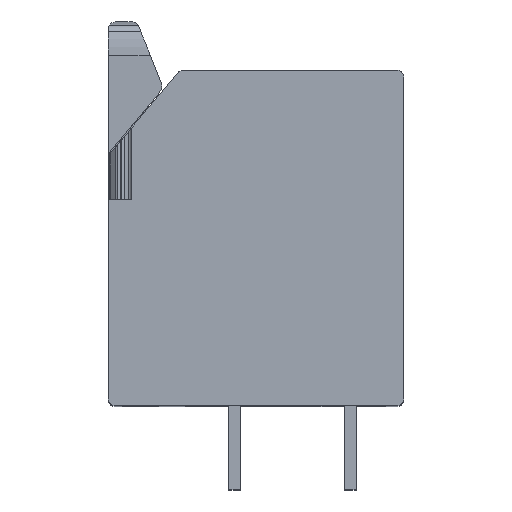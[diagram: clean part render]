
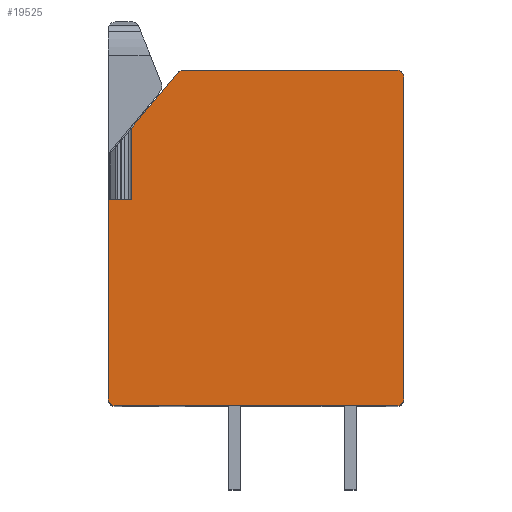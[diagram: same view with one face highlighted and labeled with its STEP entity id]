
A CAD part, top view. The second image highlights one B-rep face of the part: STEP entity #19525.
In plain terms, the highlighted planar face has unit normal (0, 0, 1).
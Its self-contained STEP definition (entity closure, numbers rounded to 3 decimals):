
#596=CIRCLE('',#20481,0.3);
#597=CIRCLE('',#20484,0.3);
#598=CIRCLE('',#20487,0.3);
#599=CIRCLE('',#20489,0.3);
#1680=ORIENTED_EDGE('',*,*,#5967,.F.);
#1681=ORIENTED_EDGE('',*,*,#5968,.T.);
#1682=ORIENTED_EDGE('',*,*,#5969,.T.);
#1683=ORIENTED_EDGE('',*,*,#5678,.T.);
#1684=ORIENTED_EDGE('',*,*,#5970,.F.);
#1685=ORIENTED_EDGE('',*,*,#5737,.T.);
#1686=ORIENTED_EDGE('',*,*,#5537,.T.);
#1687=ORIENTED_EDGE('',*,*,#5866,.T.);
#1688=ORIENTED_EDGE('',*,*,#5914,.T.);
#1689=ORIENTED_EDGE('',*,*,#5916,.T.);
#1690=ORIENTED_EDGE('',*,*,#5964,.T.);
#1691=ORIENTED_EDGE('',*,*,#5965,.T.);
#1692=ORIENTED_EDGE('',*,*,#5397,.T.);
#1693=ORIENTED_EDGE('',*,*,#5966,.T.);
#1694=ORIENTED_EDGE('',*,*,#5685,.T.);
#5397=EDGE_CURVE('',#7566,#7565,#8981,.T.);
#5537=EDGE_CURVE('',#7691,#7690,#9085,.T.);
#5678=EDGE_CURVE('',#7832,#7831,#9175,.T.);
#5685=EDGE_CURVE('',#7839,#7838,#9179,.T.);
#5737=EDGE_CURVE('',#7888,#7691,#9210,.T.);
#5866=EDGE_CURVE('',#7690,#7989,#596,.T.);
#5914=EDGE_CURVE('',#7989,#8034,#9340,.T.);
#5916=EDGE_CURVE('',#8034,#8035,#597,.T.);
#5964=EDGE_CURVE('',#8035,#8080,#9389,.T.);
#5965=EDGE_CURVE('',#8080,#7566,#598,.T.);
#5966=EDGE_CURVE('',#7565,#7839,#599,.T.);
#5967=EDGE_CURVE('',#8081,#7838,#9390,.T.);
#5968=EDGE_CURVE('',#8081,#8082,#9391,.T.);
#5969=EDGE_CURVE('',#8082,#7832,#9392,.T.);
#5970=EDGE_CURVE('',#7888,#7831,#9393,.T.);
#7565=VERTEX_POINT('',#26041);
#7566=VERTEX_POINT('',#26043);
#7690=VERTEX_POINT('',#26320);
#7691=VERTEX_POINT('',#26322);
#7831=VERTEX_POINT('',#26603);
#7832=VERTEX_POINT('',#26605);
#7838=VERTEX_POINT('',#26617);
#7839=VERTEX_POINT('',#26619);
#7888=VERTEX_POINT('',#26724);
#7989=VERTEX_POINT('',#26978);
#8034=VERTEX_POINT('',#27072);
#8035=VERTEX_POINT('',#27076);
#8080=VERTEX_POINT('',#27170);
#8081=VERTEX_POINT('',#27178);
#8082=VERTEX_POINT('',#27180);
#8981=LINE('',#26042,#10503);
#9085=LINE('',#26321,#10607);
#9175=LINE('',#26604,#10697);
#9179=LINE('',#26618,#10701);
#9210=LINE('',#26723,#10732);
#9340=LINE('',#27073,#10862);
#9389=LINE('',#27171,#10911);
#9390=LINE('',#27177,#10912);
#9391=LINE('',#27179,#10913);
#9392=LINE('',#27181,#10914);
#9393=LINE('',#27182,#10915);
#10503=VECTOR('',#21736,1000.);
#10607=VECTOR('',#21940,1000.);
#10697=VECTOR('',#22134,1000.);
#10701=VECTOR('',#22144,1000.);
#10732=VECTOR('',#22225,1000.);
#10862=VECTOR('',#22501,1000.);
#10911=VECTOR('',#22556,1000.);
#10912=VECTOR('',#22567,1000.);
#10913=VECTOR('',#22568,1000.);
#10914=VECTOR('',#22569,1000.);
#10915=VECTOR('',#22570,1000.);
#12056=EDGE_LOOP('',(#1680,#1681,#1682,#1683,#1684,#1685,#1686,#1687,#1688,
#1689,#1690,#1691,#1692,#1693,#1694));
#12871=FACE_BOUND('',#12056,.T.);
#13657=PLANE('',#20490);
#19525=ADVANCED_FACE('',(#12871),#13657,.T.);
#20481=AXIS2_PLACEMENT_3D('',#26979,#22450,#22451);
#20484=AXIS2_PLACEMENT_3D('',#27077,#22505,#22506);
#20487=AXIS2_PLACEMENT_3D('',#27173,#22559,#22560);
#20489=AXIS2_PLACEMENT_3D('',#27175,#22563,#22564);
#20490=AXIS2_PLACEMENT_3D('',#27176,#22565,#22566);
#21736=DIRECTION('',(-1.,0.,0.));
#21940=DIRECTION('',(0.,-1.,0.));
#22134=DIRECTION('',(-0.643,-0.766,0.));
#22144=DIRECTION('',(-0.643,-0.766,0.));
#22225=DIRECTION('',(-1.,0.,0.));
#22450=DIRECTION('',(0.,0.,1.));
#22451=DIRECTION('',(1.,0.,0.));
#22501=DIRECTION('',(1.,0.,0.));
#22505=DIRECTION('',(0.,0.,1.));
#22506=DIRECTION('',(1.,0.,0.));
#22556=DIRECTION('',(0.,1.,0.));
#22559=DIRECTION('',(0.,0.,1.));
#22560=DIRECTION('',(1.,0.,0.));
#22563=DIRECTION('',(0.,0.,1.));
#22564=DIRECTION('',(1.,0.,0.));
#22565=DIRECTION('',(0.,0.,1.));
#22566=DIRECTION('',(1.,0.,0.));
#22567=DIRECTION('',(0.,1.,0.));
#22568=DIRECTION('',(-1.,0.,0.));
#22569=DIRECTION('',(0.,1.,0.));
#22570=DIRECTION('',(0.,1.,0.));
#26041=CARTESIAN_POINT('',(-7.21,14.5,21.));
#26042=CARTESIAN_POINT('',(2.,14.5,21.));
#26043=CARTESIAN_POINT('',(2.,14.5,21.));
#26320=CARTESIAN_POINT('',(-10.45,0.3,21.));
#26321=CARTESIAN_POINT('',(-10.45,10.806,21.));
#26322=CARTESIAN_POINT('',(-10.45,8.9,21.));
#26603=CARTESIAN_POINT('',(-10.046,11.287,21.));
#26604=CARTESIAN_POINT('',(-7.44,14.393,21.));
#26605=CARTESIAN_POINT('',(-10.043,11.291,21.));
#26617=CARTESIAN_POINT('',(-9.45,11.997,21.));
#26618=CARTESIAN_POINT('',(-7.44,14.393,21.));
#26619=CARTESIAN_POINT('',(-7.44,14.393,21.));
#26723=CARTESIAN_POINT('',(-10.15,8.9,21.));
#26724=CARTESIAN_POINT('',(-10.046,8.9,21.));
#26978=CARTESIAN_POINT('',(-10.15,0.,21.));
#26979=CARTESIAN_POINT('',(-10.15,0.3,21.));
#27072=CARTESIAN_POINT('',(2.,0.,21.));
#27073=CARTESIAN_POINT('',(-10.15,0.,21.));
#27076=CARTESIAN_POINT('',(2.3,0.3,21.));
#27077=CARTESIAN_POINT('',(2.,0.3,21.));
#27170=CARTESIAN_POINT('',(2.3,14.2,21.));
#27171=CARTESIAN_POINT('',(2.3,0.3,21.));
#27173=CARTESIAN_POINT('',(2.,14.2,21.));
#27175=CARTESIAN_POINT('',(-7.21,14.2,21.));
#27176=CARTESIAN_POINT('',(-10.15,0.3,21.));
#27177=CARTESIAN_POINT('',(-9.45,0.3,21.));
#27178=CARTESIAN_POINT('',(-9.45,8.9,21.));
#27179=CARTESIAN_POINT('',(-10.15,8.9,21.));
#27180=CARTESIAN_POINT('',(-10.043,8.9,21.));
#27181=CARTESIAN_POINT('',(-10.043,8.9,21.));
#27182=CARTESIAN_POINT('',(-10.046,8.9,21.));
